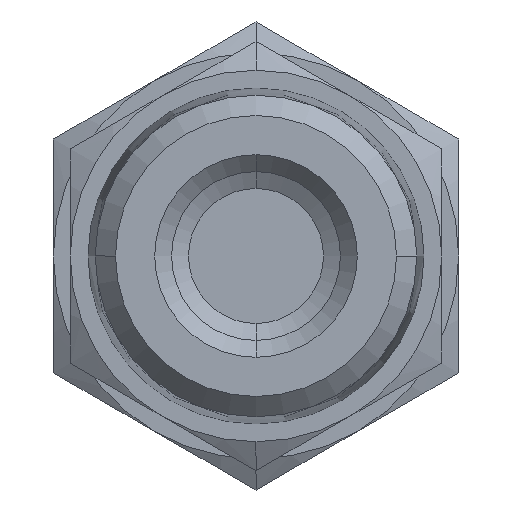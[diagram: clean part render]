
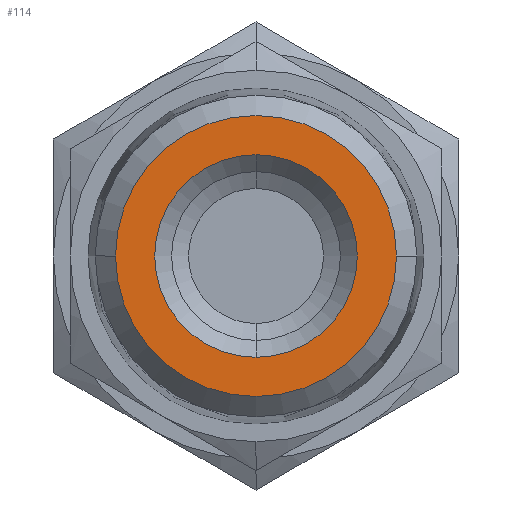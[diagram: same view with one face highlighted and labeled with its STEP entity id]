
A CAD part, front view. The second image highlights one B-rep face of the part: STEP entity #114.
In plain terms, the highlighted planar face has unit normal (0, -1, 0).
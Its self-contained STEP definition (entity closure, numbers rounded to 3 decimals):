
#114=ADVANCED_FACE('',(#257,#258),#259,.T.);
#257=FACE_OUTER_BOUND('',#433,.T.);
#258=FACE_BOUND('',#434,.T.);
#259=PLANE('',#435);
#433=EDGE_LOOP('',(#983,#984));
#434=EDGE_LOOP('',(#985,#986));
#435=AXIS2_PLACEMENT_3D('',#987,#988,#989);
#983=ORIENTED_EDGE('',*,*,#1082,.T.);
#984=ORIENTED_EDGE('',*,*,#1222,.T.);
#985=ORIENTED_EDGE('',*,*,#1215,.F.);
#986=ORIENTED_EDGE('',*,*,#1091,.F.);
#987=CARTESIAN_POINT('',(0.0,-7.5,0.0));
#988=DIRECTION('',(0.0,-1.0,0.0));
#989=DIRECTION('',(0.0,0.0,-1.0));
#1082=EDGE_CURVE('',#1451,#1449,#1452,.T.);
#1091=EDGE_CURVE('',#1466,#1469,#1470,.T.);
#1215=EDGE_CURVE('',#1469,#1466,#1663,.T.);
#1222=EDGE_CURVE('',#1449,#1451,#1670,.T.);
#1449=VERTEX_POINT('',#1749);
#1451=VERTEX_POINT('',#1752);
#1452=CIRCLE('',#1753,4.16);
#1466=VERTEX_POINT('',#1784);
#1469=VERTEX_POINT('',#1788);
#1470=CIRCLE('',#1789,3.0);
#1663=CIRCLE('',#2421,3.0);
#1670=CIRCLE('',#2428,4.16);
#1749=CARTESIAN_POINT('',(4.16,-7.5,0.));
#1752=CARTESIAN_POINT('',(-4.16,-7.5,0.0));
#1753=AXIS2_PLACEMENT_3D('',#2548,#2549,#2550);
#1784=CARTESIAN_POINT('',(0.,-7.5,3.0));
#1788=CARTESIAN_POINT('',(0.0,-7.5,-3.0));
#1789=AXIS2_PLACEMENT_3D('',#2561,#2562,#2563);
#2421=AXIS2_PLACEMENT_3D('',#2723,#2724,#2725);
#2428=AXIS2_PLACEMENT_3D('',#2744,#2745,#2746);
#2548=CARTESIAN_POINT('',(0.0,-7.5,0.0));
#2549=DIRECTION('',(0.0,-1.0,0.0));
#2550=DIRECTION('',(1.0,0.0,0.0));
#2561=CARTESIAN_POINT('',(0.0,-7.5,0.0));
#2562=DIRECTION('',(0.0,-1.0,0.0));
#2563=DIRECTION('',(0.0,0.0,-1.0));
#2723=CARTESIAN_POINT('',(0.0,-7.5,0.0));
#2724=DIRECTION('',(0.0,-1.0,0.0));
#2725=DIRECTION('',(0.0,0.0,-1.0));
#2744=CARTESIAN_POINT('',(0.0,-7.5,0.0));
#2745=DIRECTION('',(0.0,-1.0,0.0));
#2746=DIRECTION('',(1.0,0.0,0.0));
